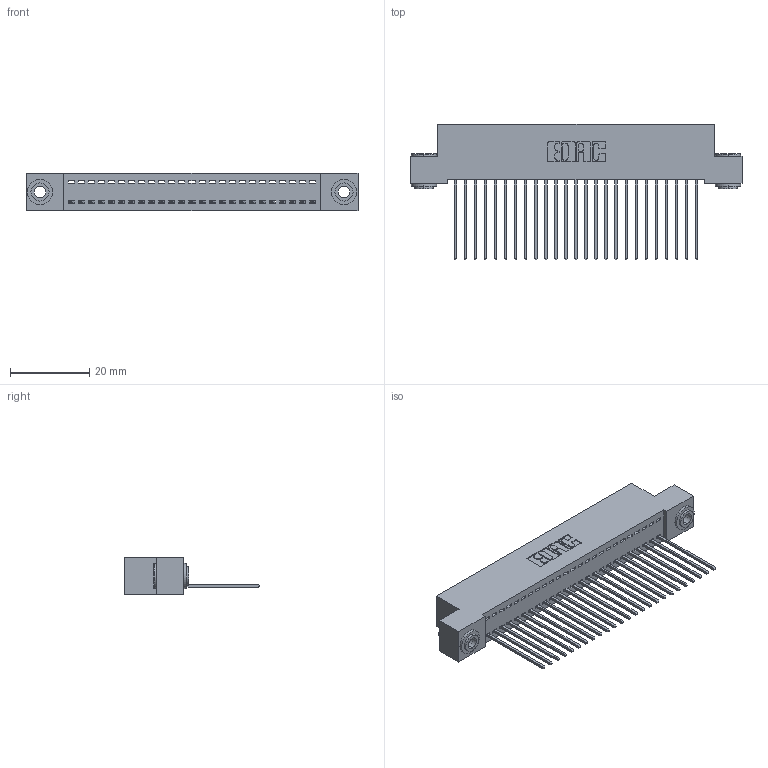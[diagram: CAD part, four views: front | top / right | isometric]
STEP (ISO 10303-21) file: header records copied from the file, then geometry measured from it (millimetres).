
FILE_DESCRIPTION (( 'STEP AP203' ), '1' );
FILE_NAME ('342-025-541-103.STEP', '2018-08-11T03:32:51', ( '' ), ( '' ), 'SwSTEP 2.0', 'SolidWorks 2016', '' );
FILE_SCHEMA (( 'CONFIG_CONTROL_DESIGN' ));
Length unit declared in the file: inch
Products named in the file (4): 342 Part_.156 TH; 345-292-001_345-293-141; 342-250-002_345-250-002-102; 342-025-541-103
Assembly tree (28 placements, depth 2):
  342-025-541-103
    342 Part_.156 TH
    345-292-001_345-293-141  x25
    342-250-002_345-250-002-102  x2
Bounding box: 83.82 x 34.3 x 9.4 mm (x, y, z)
Volume: 7392 mm3; surface area: 11232.7 mm2
Topology: 28 solids, 28 shells, 1598 faces, 4775 edges, 3146 vertices
Faces by surface type: plane 1126, cylinder 464, cone 8
Entity records: 18018 total; most frequent: CARTESIAN_POINT 3088, ORIENTED_EDGE 3042, DIRECTION 2673, EDGE_CURVE 1521, VECTOR 1369, LINE 1369, VERTEX_POINT 1010, AXIS2_PLACEMENT_3D 652
